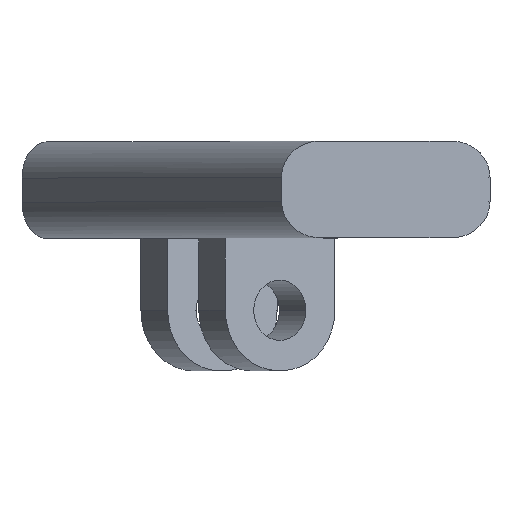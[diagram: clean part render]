
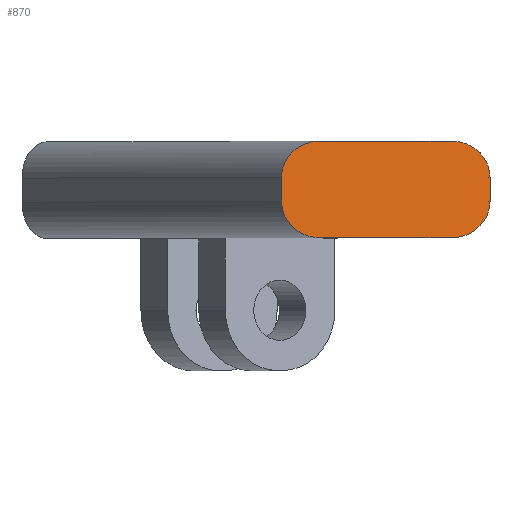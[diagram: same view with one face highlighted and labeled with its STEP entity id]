
A CAD part, top view. The second image highlights one B-rep face of the part: STEP entity #870.
In plain terms, the highlighted planar face has unit normal (0.173, 0, 0.985).
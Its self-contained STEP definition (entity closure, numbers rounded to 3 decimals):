
#2 = CARTESIAN_POINT ( 'NONE',  ( 85.063, 2., 0.629 ) ) ;
#3 = ORIENTED_EDGE ( 'NONE', *, *, #549, .T. ) ;
#36 =( BOUNDED_CURVE ( )  B_SPLINE_CURVE ( 3, ( #358, #666, #274, #973 ),
 .UNSPECIFIED., .F., .F. ) 
 B_SPLINE_CURVE_WITH_KNOTS ( ( 4, 4 ),
 ( 1.571, 3.142 ),
 .UNSPECIFIED. ) 
 CURVE ( )  GEOMETRIC_REPRESENTATION_ITEM ( )  RATIONAL_B_SPLINE_CURVE ( ( 1., 0.805, 0.805, 1. ) ) 
 REPRESENTATION_ITEM ( '' )  );
#47 = DIRECTION ( 'NONE',  ( 0.985, 0., -0.173 ) ) ;
#51 =( BOUNDED_CURVE ( )  B_SPLINE_CURVE ( 3, ( #575, #429, #881, #195 ),
 .UNSPECIFIED., .F., .F. ) 
 B_SPLINE_CURVE_WITH_KNOTS ( ( 4, 4 ),
 ( 0., 1.571 ),
 .UNSPECIFIED. ) 
 CURVE ( )  GEOMETRIC_REPRESENTATION_ITEM ( )  RATIONAL_B_SPLINE_CURVE ( ( 1., 0.805, 0.805, 1. ) ) 
 REPRESENTATION_ITEM ( '' )  );
#74 = VERTEX_POINT ( 'NONE', #491 ) ;
#88 = CARTESIAN_POINT ( 'NONE',  ( 91.352, 8., -0.478 ) ) ;
#90 = VERTEX_POINT ( 'NONE', #434 ) ;
#94 = CARTESIAN_POINT ( 'NONE',  ( 91.352, -8., -0.478 ) ) ;
#132 = EDGE_CURVE ( 'NONE', #873, #181, #331, .T. ) ;
#145 = CARTESIAN_POINT ( 'NONE',  ( 91.352, 8., -0.478 ) ) ;
#153 = CARTESIAN_POINT ( 'NONE',  ( 85.063, 8., 0.629 ) ) ;
#165 = DIRECTION ( 'NONE',  ( 0., -1., 0. ) ) ;
#175 = EDGE_LOOP ( 'NONE', ( #637, #500, #420, #949, #513, #305, #265, #3 ) ) ;
#180 = CARTESIAN_POINT ( 'NONE',  ( 119.623, -2., -5.454 ) ) ;
#181 = VERTEX_POINT ( 'NONE', #180 ) ;
#195 = CARTESIAN_POINT ( 'NONE',  ( 113.334, 8., -4.347 ) ) ;
#258 = CARTESIAN_POINT ( 'NONE',  ( 85.063, -2., 0.629 ) ) ;
#265 = ORIENTED_EDGE ( 'NONE', *, *, #471, .T. ) ;
#269 = CARTESIAN_POINT ( 'NONE',  ( 85.063, 2., 0.629 ) ) ;
#274 = CARTESIAN_POINT ( 'NONE',  ( 119.623, -5.515, -5.454 ) ) ;
#276 = LINE ( 'NONE', #805, #286 ) ;
#286 = VECTOR ( 'NONE', #47, 1000. ) ;
#287 = AXIS2_PLACEMENT_3D ( 'NONE', #153, #445, #306 ) ;
#288 = FACE_OUTER_BOUND ( 'NONE', #175, .T. ) ;
#298 = CARTESIAN_POINT ( 'NONE',  ( 87.668, 8., 0.17 ) ) ;
#305 = ORIENTED_EDGE ( 'NONE', *, *, #518, .T. ) ;
#306 = DIRECTION ( 'NONE',  ( -0.985, 0., 0.173 ) ) ;
#331 = LINE ( 'NONE', #544, #405 ) ;
#358 = CARTESIAN_POINT ( 'NONE',  ( 113.334, -8., -4.347 ) ) ;
#365 = DIRECTION ( 'NONE',  ( 0., -1., 0. ) ) ;
#376 = CARTESIAN_POINT ( 'NONE',  ( 119.623, 2., -5.454 ) ) ;
#379 = CARTESIAN_POINT ( 'NONE',  ( 85.063, -2., 0.629 ) ) ;
#393 = EDGE_CURVE ( 'NONE', #74, #181, #36, .T. ) ;
#405 = VECTOR ( 'NONE', #165, 1000. ) ;
#420 = ORIENTED_EDGE ( 'NONE', *, *, #132, .F. ) ;
#429 = CARTESIAN_POINT ( 'NONE',  ( 119.623, 5.515, -5.454 ) ) ;
#434 = CARTESIAN_POINT ( 'NONE',  ( 113.334, 8., -4.347 ) ) ;
#445 = DIRECTION ( 'NONE',  ( -0.173, 0., -0.985 ) ) ;
#446 = CARTESIAN_POINT ( 'NONE',  ( 85.063, 5.515, 0.629 ) ) ;
#471 = EDGE_CURVE ( 'NONE', #737, #845, #911, .T. ) ;
#491 = CARTESIAN_POINT ( 'NONE',  ( 113.334, -8., -4.347 ) ) ;
#500 = ORIENTED_EDGE ( 'NONE', *, *, #393, .T. ) ;
#513 = ORIENTED_EDGE ( 'NONE', *, *, #730, .F. ) ;
#518 = EDGE_CURVE ( 'NONE', #587, #737, #597, .T. ) ;
#532 =( BOUNDED_CURVE ( )  B_SPLINE_CURVE ( 3, ( #258, #866, #626, #94 ),
 .UNSPECIFIED., .F., .F. ) 
 B_SPLINE_CURVE_WITH_KNOTS ( ( 4, 4 ),
 ( 3.142, 4.712 ),
 .UNSPECIFIED. ) 
 CURVE ( )  GEOMETRIC_REPRESENTATION_ITEM ( )  RATIONAL_B_SPLINE_CURVE ( ( 1., 0.805, 0.805, 1. ) ) 
 REPRESENTATION_ITEM ( '' )  );
#544 = CARTESIAN_POINT ( 'NONE',  ( 119.623, 8., -5.454 ) ) ;
#549 = EDGE_CURVE ( 'NONE', #845, #928, #532, .T. ) ;
#575 = CARTESIAN_POINT ( 'NONE',  ( 119.623, 2., -5.454 ) ) ;
#587 = VERTEX_POINT ( 'NONE', #88 ) ;
#597 =( BOUNDED_CURVE ( )  B_SPLINE_CURVE ( 3, ( #145, #298, #446, #2 ),
 .UNSPECIFIED., .F., .F. ) 
 B_SPLINE_CURVE_WITH_KNOTS ( ( 4, 4 ),
 ( 4.712, 6.283 ),
 .UNSPECIFIED. ) 
 CURVE ( )  GEOMETRIC_REPRESENTATION_ITEM ( )  RATIONAL_B_SPLINE_CURVE ( ( 1., 0.805, 0.805, 1. ) ) 
 REPRESENTATION_ITEM ( '' )  );
#605 = PLANE ( 'NONE',  #287 ) ;
#626 = CARTESIAN_POINT ( 'NONE',  ( 87.668, -8., 0.17 ) ) ;
#637 = ORIENTED_EDGE ( 'NONE', *, *, #724, .T. ) ;
#666 = CARTESIAN_POINT ( 'NONE',  ( 117.018, -8., -4.995 ) ) ;
#718 = VECTOR ( 'NONE', #951, 1000. ) ;
#724 = EDGE_CURVE ( 'NONE', #928, #74, #739, .T. ) ;
#730 = EDGE_CURVE ( 'NONE', #587, #90, #276, .T. ) ;
#737 = VERTEX_POINT ( 'NONE', #269 ) ;
#739 = LINE ( 'NONE', #960, #718 ) ;
#779 = VECTOR ( 'NONE', #365, 1000. ) ;
#805 = CARTESIAN_POINT ( 'NONE',  ( 85.063, 8., 0.629 ) ) ;
#809 = EDGE_CURVE ( 'NONE', #873, #90, #51, .T. ) ;
#834 = CARTESIAN_POINT ( 'NONE',  ( 85.063, 8., 0.629 ) ) ;
#845 = VERTEX_POINT ( 'NONE', #379 ) ;
#866 = CARTESIAN_POINT ( 'NONE',  ( 85.063, -5.515, 0.629 ) ) ;
#870 = ADVANCED_FACE ( 'NONE', ( #288 ), #605, .F. ) ;
#873 = VERTEX_POINT ( 'NONE', #376 ) ;
#881 = CARTESIAN_POINT ( 'NONE',  ( 117.018, 8., -4.995 ) ) ;
#895 = CARTESIAN_POINT ( 'NONE',  ( 91.352, -8., -0.478 ) ) ;
#911 = LINE ( 'NONE', #834, #779 ) ;
#928 = VERTEX_POINT ( 'NONE', #895 ) ;
#949 = ORIENTED_EDGE ( 'NONE', *, *, #809, .T. ) ;
#951 = DIRECTION ( 'NONE',  ( 0.985, 0., -0.173 ) ) ;
#960 = CARTESIAN_POINT ( 'NONE',  ( 85.063, -8., 0.629 ) ) ;
#973 = CARTESIAN_POINT ( 'NONE',  ( 119.623, -2., -5.454 ) ) ;
